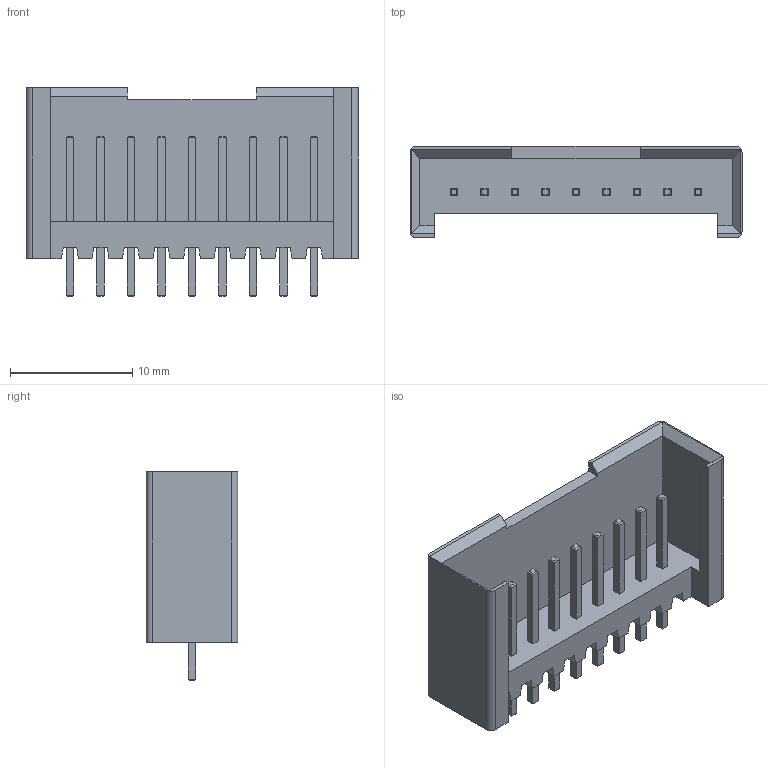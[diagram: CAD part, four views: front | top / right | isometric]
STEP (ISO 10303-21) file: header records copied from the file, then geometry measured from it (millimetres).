
FILE_DESCRIPTION(/* description */ ('model of Stocko_MKS_1659-6-0-909_1x9_P2.50mm_Vertical'),/* implementation_level */ '2;1');
FILE_NAME(/* name */ 'Stocko_MKS_1659-6-0-909_1x9_P2.50mm_Vertical.step',/* time_stamp */ '2019-03-20T23:35:22',/* author */ ('kicad StepUp','ksu'),/* organization */ ('FreeCAD'),/* preprocessor_version */ 'OCC',/* originating_system */ 'kicad StepUp',/* authorisation */ '');
FILE_SCHEMA(('AUTOMOTIVE_DESIGN { 1 0 10303 214 1 1 1 1 }'));
Length unit declared in the file: millimetre
Products named in the file (1): Stocko_MKS_1659
Bounding box: 27.2 x 7.5 x 17.1 mm (x, y, z)
Volume: 876.5 mm3; surface area: 1757 mm2
Topology: 1 solids, 1 shells, 228 faces, 548 edges, 340 vertices
Faces by surface type: plane 224, cylinder 4
Entity records: 6702 total; most frequent: CARTESIAN_POINT 1075, PCURVE 972, ORIENTED_EDGE 840, LINE 600, EDGE_CURVE 548, SURFACE_CURVE 490, VERTEX_POINT 340, DEFINITIONAL_REPRESENTATION 262
